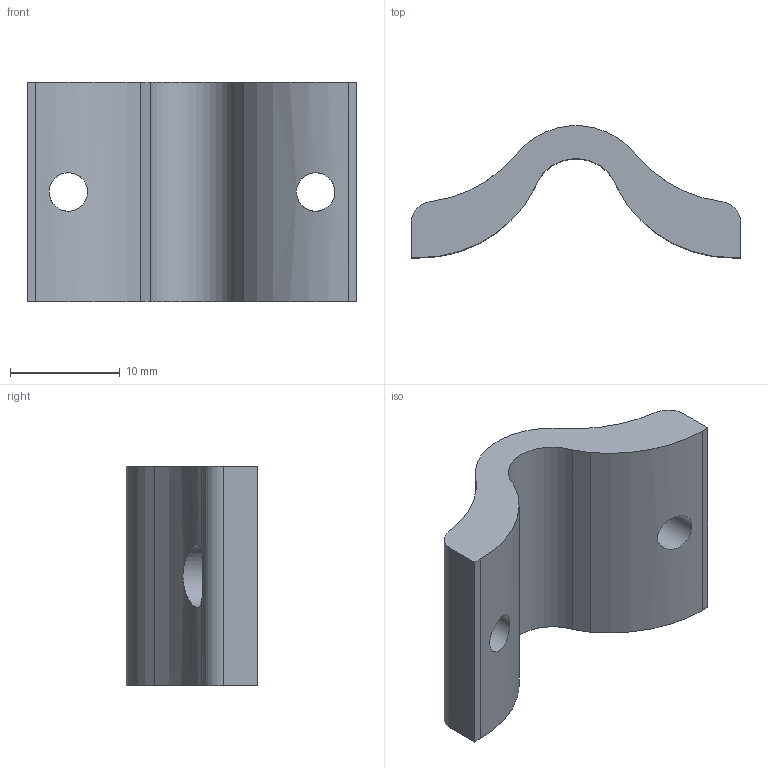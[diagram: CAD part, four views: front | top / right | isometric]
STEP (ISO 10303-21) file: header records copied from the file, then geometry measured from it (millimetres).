
FILE_DESCRIPTION(/* description */ (''),/* implementation_level */ '2;1');
FILE_NAME(/* name */ 'marker-fixator-1.step',/* time_stamp */ '2026-01-12T20:59:28+03:00',/* author */ (''),/* organization */ (''),/* preprocessor_version */ 'ST-DEVELOPER v20.1',/* originating_system */ 'Autodesk Translation Framework v14.21.0.0',/* authorisation */ '');
FILE_SCHEMA (('AUTOMOTIVE_DESIGN { 1 0 10303 214 3 1 1 }'));
Length unit declared in the file: millimetre
Products named in the file (1): marker-fixator-1
Bounding box: 30 x 11.98 x 20 mm (x, y, z)
Volume: 2703.4 mm3; surface area: 1963.3 mm2
Topology: 1 solids, 1 shells, 23 faces, 64 edges, 43 vertices
Faces by surface type: plane 10, cylinder 10, bspline 3
Full cylindrical faces by diameter (mm): 3.5 x2
Entity records: 1513 total; most frequent: CARTESIAN_POINT 887, ORIENTED_EDGE 128, DIRECTION 111, EDGE_CURVE 64, VERTEX_POINT 43, AXIS2_PLACEMENT_3D 39, LINE 33, VECTOR 33
